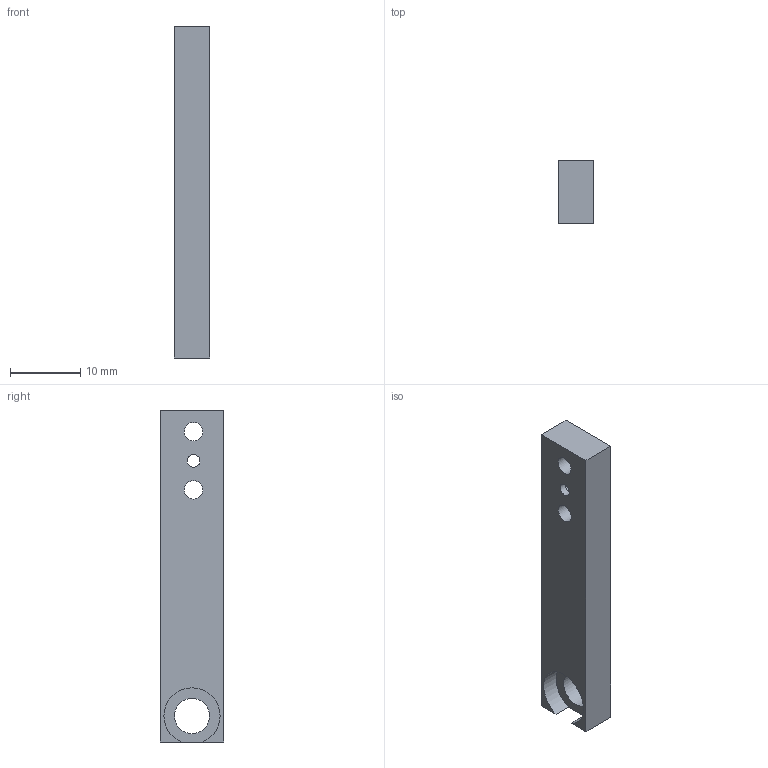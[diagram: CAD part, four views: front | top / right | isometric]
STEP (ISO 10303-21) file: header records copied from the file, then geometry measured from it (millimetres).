
FILE_DESCRIPTION(/* description */ ('STEP AP242','CAx-IF Rec.Pracs.---Representation and Presentation of Product Manufacturing Information (PMI)---4.0---2014-10-13','CAx-IF Rec.Pracs.---3D Tessellated Geometry---0.4---2014-09-14','2;1'),/* implementation_level */ '2;1');
FILE_NAME(/* name */ '68b0ded97543df2c64bd7ab8',/* time_stamp */ '2025-08-28T22:57:30Z',/* author */ (''),/* organization */ (''),/* preprocessor_version */ 'ST-DEVELOPER v20',/* originating_system */ 'ONSHAPE BY PTC INC, 1.202',/* authorisation */ ' ');
FILE_SCHEMA (('AP242_MANAGED_MODEL_BASED_3D_ENGINEERING_MIM_LF { 1 0 10303 442 1 1 4 }'));
Length unit declared in the file: metre
Products named in the file (1): Mount
Bounding box: 5 x 9 x 47.2 mm (x, y, z)
Volume: 1837.2 mm3; surface area: 1589.4 mm2
Topology: 1 solids, 1 shells, 18 faces, 45 edges, 32 vertices
Faces by surface type: plane 10, cylinder 8
Full cylindrical faces by diameter (mm): 1.5 x2, 1.805 x1, 2.614 x1, 2.615 x1, 4 x1, 5 x1
Entity records: 538 total; most frequent: DIRECTION 90, CARTESIAN_POINT 85, ORIENTED_EDGE 72, EDGE_CURVE 36, EDGE_LOOP 36, FACE_BOUND 36, AXIS2_PLACEMENT_3D 35, VERTEX_POINT 30
